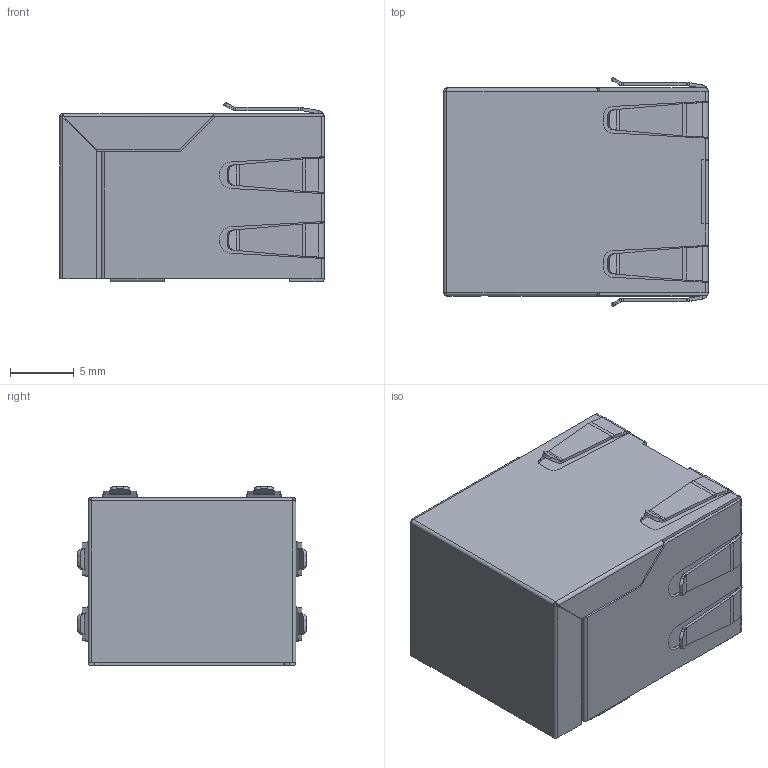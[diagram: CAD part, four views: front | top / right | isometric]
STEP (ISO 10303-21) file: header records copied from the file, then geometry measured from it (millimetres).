
FILE_DESCRIPTION( ( 'Unknown' ), '1' );
FILE_NAME( 'RJ45-LED.stp', 'Unknown', ( 'Unknown' ), ( 'Unknown' ), 'PSStep 17.0.49', 'Unknown', ' ' );
FILE_SCHEMA( ( 'AUTOMOTIVE_DESIGN { 1 0 10303 214 1 1 1 1 }' ) );
Length unit declared in the file: millimetre
Products named in the file (6): Assem1; rj45 led; rj45-001; leg; glass y; glass g
Assembly tree (12 placements, depth 2):
  Assem1
    rj45 led
    rj45-001
    leg  x8
    glass y
    glass g
Bounding box: 20.75 x 17.99 x 14.09 mm (x, y, z)
Volume: 2977.2 mm3; surface area: 4750 mm2
Topology: 12 solids, 12 shells, 1019 faces, 2497 edges, 1490 vertices
Faces by surface type: plane 514, cylinder 345, torus 100, bspline 42, sphere 18
Entity records: 25304 total; most frequent: CARTESIAN_POINT 4029, ORIENTED_EDGE 3348, DIRECTION 3208, EDGE_CURVE 1674, LINE 1234, VECTOR 1234, VERTEX_POINT 1028, AXIS2_PLACEMENT_3D 987
